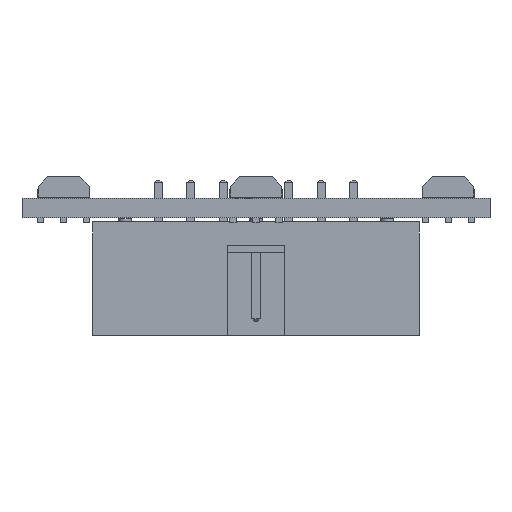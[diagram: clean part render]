
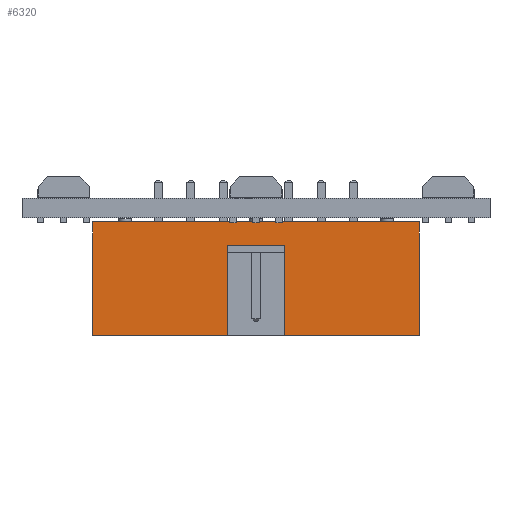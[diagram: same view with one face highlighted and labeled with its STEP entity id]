
A CAD part, front view. The second image highlights one B-rep face of the part: STEP entity #6320.
In plain terms, the highlighted face is planar.
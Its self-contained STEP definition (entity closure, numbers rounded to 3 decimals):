
#6320 = ADVANCED_FACE('',(#6321),#6387,.T.);
#6321 = FACE_BOUND('',#6322,.T.);
#6322 = EDGE_LOOP('',(#6323,#6333,#6341,#6349,#6357,#6365,#6373,#6381));
#6323 = ORIENTED_EDGE('',*,*,#6324,.F.);
#6324 = EDGE_CURVE('',#6325,#6327,#6329,.T.);
#6325 = VERTEX_POINT('',#6326);
#6326 = CARTESIAN_POINT('',(-3.155,5.1,0.25));
#6327 = VERTEX_POINT('',#6328);
#6328 = CARTESIAN_POINT('',(-3.155,5.1,9.1));
#6329 = LINE('',#6330,#6331);
#6330 = CARTESIAN_POINT('',(-3.155,5.1,0.25));
#6331 = VECTOR('',#6332,1.);
#6332 = DIRECTION('',(0.,0.,1.));
#6333 = ORIENTED_EDGE('',*,*,#6334,.T.);
#6334 = EDGE_CURVE('',#6325,#6335,#6337,.T.);
#6335 = VERTEX_POINT('',#6336);
#6336 = CARTESIAN_POINT('',(-3.155,-20.34,0.25));
#6337 = LINE('',#6338,#6339);
#6338 = CARTESIAN_POINT('',(-3.155,5.1,0.25));
#6339 = VECTOR('',#6340,1.);
#6340 = DIRECTION('',(0.,-1.,0.));
#6341 = ORIENTED_EDGE('',*,*,#6342,.T.);
#6342 = EDGE_CURVE('',#6335,#6343,#6345,.T.);
#6343 = VERTEX_POINT('',#6344);
#6344 = CARTESIAN_POINT('',(-3.155,-20.34,9.1));
#6345 = LINE('',#6346,#6347);
#6346 = CARTESIAN_POINT('',(-3.155,-20.34,2.6));
#6347 = VECTOR('',#6348,1.);
#6348 = DIRECTION('',(0.,0.,1.));
#6349 = ORIENTED_EDGE('',*,*,#6350,.F.);
#6350 = EDGE_CURVE('',#6351,#6343,#6353,.T.);
#6351 = VERTEX_POINT('',#6352);
#6352 = CARTESIAN_POINT('',(-3.155,-9.87,9.1));
#6353 = LINE('',#6354,#6355);
#6354 = CARTESIAN_POINT('',(-3.155,5.1,9.1));
#6355 = VECTOR('',#6356,1.);
#6356 = DIRECTION('',(0.,-1.,0.));
#6357 = ORIENTED_EDGE('',*,*,#6358,.T.);
#6358 = EDGE_CURVE('',#6351,#6359,#6361,.T.);
#6359 = VERTEX_POINT('',#6360);
#6360 = CARTESIAN_POINT('',(-3.155,-9.87,2.1));
#6361 = LINE('',#6362,#6363);
#6362 = CARTESIAN_POINT('',(-3.155,-9.87,3.388));
#6363 = VECTOR('',#6364,1.);
#6364 = DIRECTION('',(0.,0.,-1.));
#6365 = ORIENTED_EDGE('',*,*,#6366,.T.);
#6366 = EDGE_CURVE('',#6359,#6367,#6369,.T.);
#6367 = VERTEX_POINT('',#6368);
#6368 = CARTESIAN_POINT('',(-3.155,-5.37,2.1));
#6369 = LINE('',#6370,#6371);
#6370 = CARTESIAN_POINT('',(-3.155,-7.62,2.1));
#6371 = VECTOR('',#6372,1.);
#6372 = DIRECTION('',(0.,1.,0.));
#6373 = ORIENTED_EDGE('',*,*,#6374,.T.);
#6374 = EDGE_CURVE('',#6367,#6375,#6377,.T.);
#6375 = VERTEX_POINT('',#6376);
#6376 = CARTESIAN_POINT('',(-3.155,-5.37,9.1));
#6377 = LINE('',#6378,#6379);
#6378 = CARTESIAN_POINT('',(-3.155,-5.37,3.388));
#6379 = VECTOR('',#6380,1.);
#6380 = DIRECTION('',(0.,0.,1.));
#6381 = ORIENTED_EDGE('',*,*,#6382,.F.);
#6382 = EDGE_CURVE('',#6327,#6375,#6383,.T.);
#6383 = LINE('',#6384,#6385);
#6384 = CARTESIAN_POINT('',(-3.155,5.1,9.1));
#6385 = VECTOR('',#6386,1.);
#6386 = DIRECTION('',(0.,-1.,0.));
#6387 = PLANE('',#6388);
#6388 = AXIS2_PLACEMENT_3D('',#6389,#6390,#6391);
#6389 = CARTESIAN_POINT('',(-3.155,-7.62,4.675));
#6390 = DIRECTION('',(-1.,-0.,-0.));
#6391 = DIRECTION('',(0.,0.,-1.));
